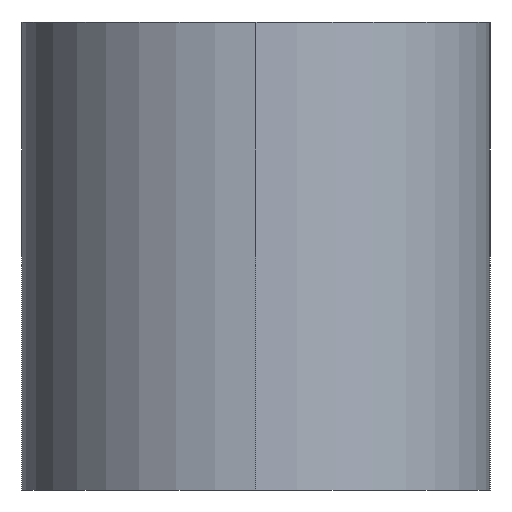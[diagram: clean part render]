
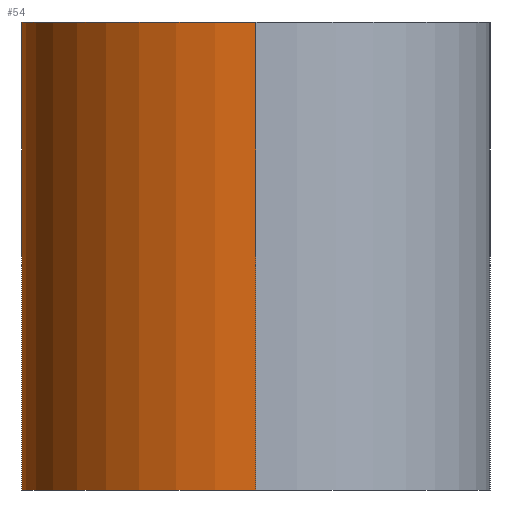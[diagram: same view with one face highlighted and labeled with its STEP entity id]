
A CAD part, left-side view. The second image highlights one B-rep face of the part: STEP entity #54.
In plain terms, the highlighted cylindrical face has radius 10 mm (diameter 20 mm), a partial arc.
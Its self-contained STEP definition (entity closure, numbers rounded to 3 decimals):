
#6 = CARTESIAN_POINT ( 'NONE',  ( -7.666, 0., -10. ) ) ;
#19 = VERTEX_POINT ( 'NONE', #260 ) ;
#23 = CARTESIAN_POINT ( 'NONE',  ( -17.666, 0., 10. ) ) ;
#29 = CYLINDRICAL_SURFACE ( 'NONE', #178, 10. ) ;
#30 = CARTESIAN_POINT ( 'NONE',  ( -17.666, 0., -10. ) ) ;
#43 = ORIENTED_EDGE ( 'NONE', *, *, #190, .T. ) ;
#54 = ADVANCED_FACE ( 'NONE', ( #295 ), #29, .T. ) ;
#70 = LINE ( 'NONE', #335, #228 ) ;
#73 = ORIENTED_EDGE ( 'NONE', *, *, #301, .F. ) ;
#87 = ORIENTED_EDGE ( 'NONE', *, *, #145, .F. ) ;
#91 = VERTEX_POINT ( 'NONE', #197 ) ;
#117 = VERTEX_POINT ( 'NONE', #23 ) ;
#145 = EDGE_CURVE ( 'NONE', #19, #117, #242, .T. ) ;
#166 = DIRECTION ( 'NONE',  ( 1., 0., 0. ) ) ;
#167 = DIRECTION ( 'NONE',  ( 0., 0., 1. ) ) ;
#168 = CIRCLE ( 'NONE', #338, 10. ) ;
#178 = AXIS2_PLACEMENT_3D ( 'NONE', #327, #267, #166 ) ;
#190 = EDGE_CURVE ( 'NONE', #91, #117, #377, .T. ) ;
#197 = CARTESIAN_POINT ( 'NONE',  ( -17.666, 0., -10. ) ) ;
#228 = VECTOR ( 'NONE', #304, 1000. ) ;
#242 = CIRCLE ( 'NONE', #414, 10. ) ;
#250 = ORIENTED_EDGE ( 'NONE', *, *, #259, .T. ) ;
#259 = EDGE_CURVE ( 'NONE', #312, #91, #168, .T. ) ;
#260 = CARTESIAN_POINT ( 'NONE',  ( 2.334, 0., 10. ) ) ;
#267 = DIRECTION ( 'NONE',  ( 0., 0., 1. ) ) ;
#277 = DIRECTION ( 'NONE',  ( 1., 0., 0. ) ) ;
#295 = FACE_OUTER_BOUND ( 'NONE', #347, .T. ) ;
#301 = EDGE_CURVE ( 'NONE', #312, #19, #70, .T. ) ;
#304 = DIRECTION ( 'NONE',  ( 0., 0., 1. ) ) ;
#310 = DIRECTION ( 'NONE',  ( 1., 0., 0. ) ) ;
#312 = VERTEX_POINT ( 'NONE', #374 ) ;
#327 = CARTESIAN_POINT ( 'NONE',  ( -7.666, 0., -10. ) ) ;
#335 = CARTESIAN_POINT ( 'NONE',  ( 2.334, 0., -10. ) ) ;
#338 = AXIS2_PLACEMENT_3D ( 'NONE', #6, #167, #277 ) ;
#345 = DIRECTION ( 'NONE',  ( 0., 0., 1. ) ) ;
#347 = EDGE_LOOP ( 'NONE', ( #250, #43, #87, #73 ) ) ;
#371 = DIRECTION ( 'NONE',  ( 0., 0., 1. ) ) ;
#374 = CARTESIAN_POINT ( 'NONE',  ( 2.334, 0., -10. ) ) ;
#377 = LINE ( 'NONE', #30, #428 ) ;
#414 = AXIS2_PLACEMENT_3D ( 'NONE', #439, #371, #310 ) ;
#428 = VECTOR ( 'NONE', #345, 1000. ) ;
#439 = CARTESIAN_POINT ( 'NONE',  ( -7.666, 0., 10. ) ) ;
